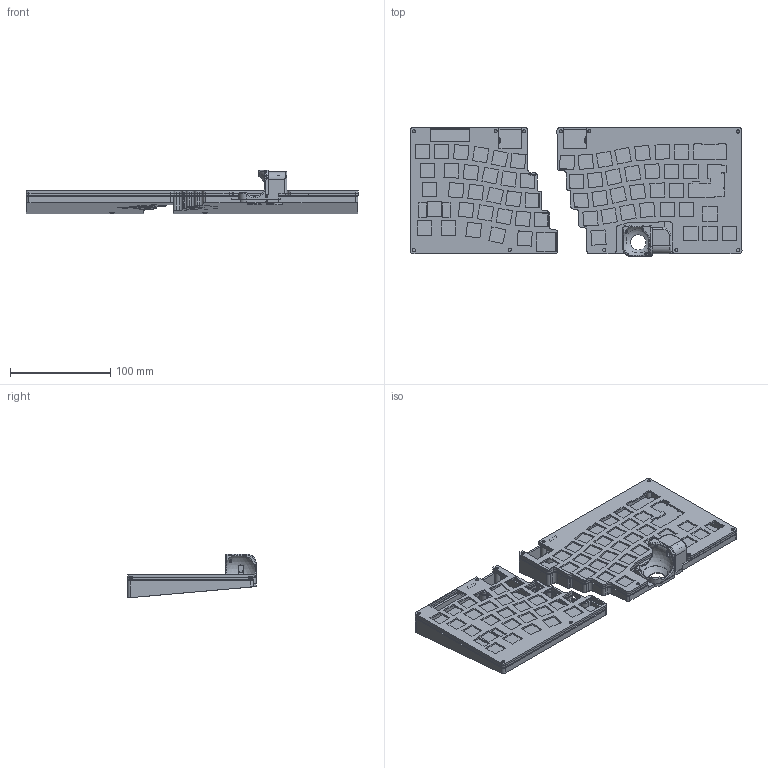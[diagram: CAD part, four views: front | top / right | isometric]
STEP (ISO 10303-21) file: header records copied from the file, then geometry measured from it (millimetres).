
FILE_DESCRIPTION(/* description */ ('Designed by EasyEDA Pro'),/* implementation_level */ '2;1');
FILE_NAME(/* name */ '3D_GeaconSolstice_3_LowBall v32.step',/* time_stamp */ '2025-05-07T13:53:33+09:00',/* author */ (''),/* organization */ (''),/* preprocessor_version */ 'ST-DEVELOPER v20.1',/* originating_system */ 'Autodesk Translation Framework v14.4.0.0',/* authorisation */ '');
FILE_SCHEMA (('AUTOMOTIVE_DESIGN { 1 0 10303 214 3 1 1 }'));
Products named in the file (3): EasyEDA PCB Model~wc1o; J1~roBa:pmw3610_connector~libraries\keyball_trackball_case_34mm_2tn_
ver2.step~LTao; roBa:pmw3610_connector~libraries\keyball_trackball_case_34mm_2tn_ver
2.step~LTao
Assembly tree (2 placements, depth 3):
  EasyEDA PCB Model~wc1o
    J1~roBa:pmw3610_connector~libraries\keyball_trackball_case_34mm_2tn_
ver2.step~LTao
      roBa:pmw3610_connector~libraries\keyball_trackball_case_34mm_2tn_ver
2.step~LTao
Bounding box: 331.76 x 128.88 x 43.68 mm (x, y, z)
Volume: 192024.8 mm3; surface area: 177185.4 mm2
Topology: 9 solids, 9 shells, 1986 faces, 5698 edges, 3780 vertices
Faces by surface type: plane 1135, cylinder 541, bspline 297, torus 11, sphere 2
Full cylindrical faces by diameter (mm): 3.203 x11, 3.504 x13, 3.904 x11, 5.606 x11, 6.006 x16, 6.2 x1, 7.207 x2, 9.009 x2, 15.341 x1
Entity records: 68676 total; most frequent: CARTESIAN_POINT 16763, ORIENTED_EDGE 11392, DIRECTION 9680, EDGE_CURVE 5696, LINE 3858, VECTOR 3858, VERTEX_POINT 3780, AXIS2_PLACEMENT_3D 2911
